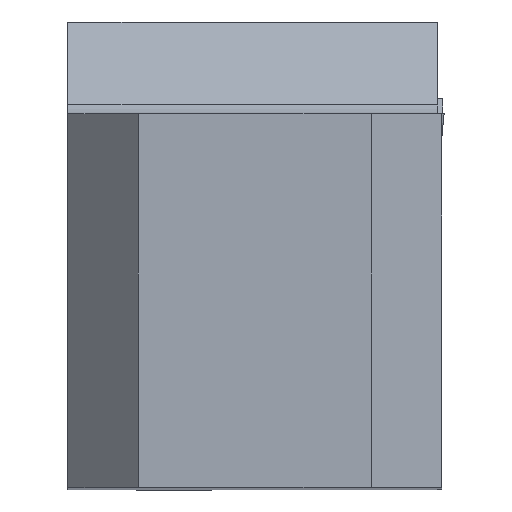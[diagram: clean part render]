
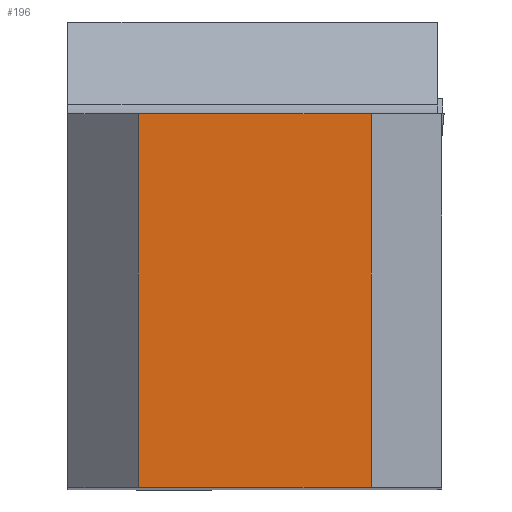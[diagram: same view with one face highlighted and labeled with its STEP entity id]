
A CAD part, top view. The second image highlights one B-rep face of the part: STEP entity #196.
In plain terms, the highlighted planar face has unit normal (0, 0, 1).
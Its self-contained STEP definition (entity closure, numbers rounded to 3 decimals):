
#196=ADVANCED_FACE('CU_BACK_SU1',(#312),#265,.F.);
#265=PLANE('',#1565);
#312=FACE_OUTER_BOUND('',#384,.T.);
#384=EDGE_LOOP('',(#545,#546,#547,#548));
#545=ORIENTED_EDGE('',*,*,#1053,.F.);
#546=ORIENTED_EDGE('',*,*,#1054,.T.);
#547=ORIENTED_EDGE('',*,*,#1055,.T.);
#548=ORIENTED_EDGE('',*,*,#1038,.T.);
#899=VERTEX_POINT('',#2050);
#900=VERTEX_POINT('',#2052);
#907=VERTEX_POINT('',#2115);
#908=VERTEX_POINT('',#2117);
#1038=EDGE_CURVE('',#900,#899,#1228,.T.);
#1053=EDGE_CURVE('',#907,#899,#1237,.T.);
#1054=EDGE_CURVE('',#907,#908,#1238,.T.);
#1055=EDGE_CURVE('',#908,#900,#1239,.T.);
#1228=LINE('',#2051,#1369);
#1237=LINE('',#2114,#1378);
#1238=LINE('',#2116,#1379);
#1239=LINE('',#2118,#1380);
#1369=VECTOR('',#1703,1.);
#1378=VECTOR('',#1728,1.);
#1379=VECTOR('',#1729,1.);
#1380=VECTOR('',#1730,1.);
#1565=AXIS2_PLACEMENT_3D('',#2119,#1731,#1732);
#1703=DIRECTION('',(1.,0.,0.));
#1728=DIRECTION('',(0.,-1.,0.));
#1729=DIRECTION('',(-1.,0.,0.));
#1730=DIRECTION('',(0.,-1.,0.));
#1731=DIRECTION('',(0.,0.,-1.));
#1732=DIRECTION('',(1.,0.,0.));
#2050=CARTESIAN_POINT('',(12.925,0.,0.));
#2051=CARTESIAN_POINT('',(-22.796,0.,0.));
#2052=CARTESIAN_POINT('',(3.,0.,0.));
#2114=CARTESIAN_POINT('',(12.925,0.,0.));
#2115=CARTESIAN_POINT('',(12.925,15.925,0.));
#2116=CARTESIAN_POINT('',(-22.796,15.925,0.));
#2117=CARTESIAN_POINT('',(3.,15.925,0.));
#2118=CARTESIAN_POINT('',(3.,0.,0.));
#2119=CARTESIAN_POINT('',(-22.796,35.925,0.));
